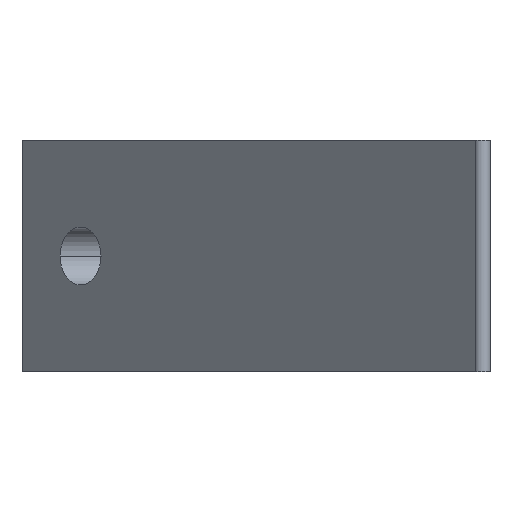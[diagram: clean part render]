
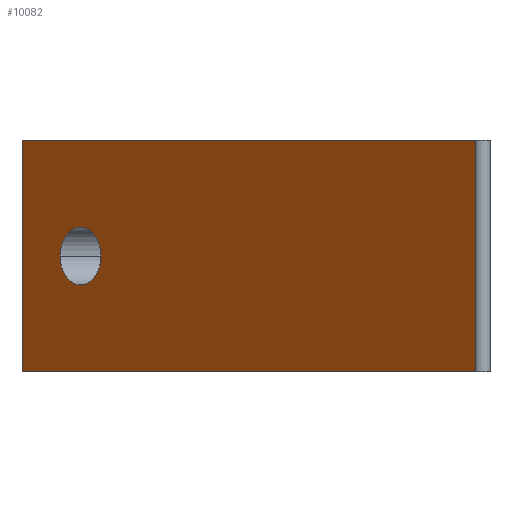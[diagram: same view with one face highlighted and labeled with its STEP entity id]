
A CAD part, left-side view. The second image highlights one B-rep face of the part: STEP entity #10082.
In plain terms, the highlighted planar face has unit normal (-0.707, 0.707, 0).
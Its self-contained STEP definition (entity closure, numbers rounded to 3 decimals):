
#438 = EDGE_CURVE ( 'NONE', #4405, #7116, #5147, .T. ) ;
#667 = CARTESIAN_POINT ( 'NONE',  ( 10420.852, 2722.412, 0. ) ) ;
#851 = EDGE_LOOP ( 'NONE', ( #3630, #5949, #1622, #5150 ) ) ;
#1054 = VECTOR ( 'NONE', #5974, 1000. ) ;
#1586 = FACE_BOUND ( 'NONE', #2771, .T. ) ;
#1622 = ORIENTED_EDGE ( 'NONE', *, *, #4759, .F. ) ;
#2771 = EDGE_LOOP ( 'NONE', ( #3362, #7959 ) ) ;
#2938 = DIRECTION ( 'NONE',  ( 0.707, -0.707, 0. ) ) ;
#3133 = DIRECTION ( 'NONE',  ( 0.707, -0.707, 0. ) ) ;
#3273 = CARTESIAN_POINT ( 'NONE',  ( 10420.852, 2722.412, 28. ) ) ;
#3362 = ORIENTED_EDGE ( 'NONE', *, *, #438, .T. ) ;
#3494 = EDGE_CURVE ( 'NONE', #10579, #4817, #5959, .T. ) ;
#3630 = ORIENTED_EDGE ( 'NONE', *, *, #11185, .T. ) ;
#3645 = VECTOR ( 'NONE', #7406, 1000. ) ;
#4024 = EDGE_CURVE ( 'NONE', #8941, #10321, #10788, .T. ) ;
#4324 = CARTESIAN_POINT ( 'NONE',  ( 10468.642, 2770.203, 14. ) ) ;
#4376 = CARTESIAN_POINT ( 'NONE',  ( 10471.117, 2772.678, 14. ) ) ;
#4405 = VERTEX_POINT ( 'NONE', #8826 ) ;
#4629 = DIRECTION ( 'NONE',  ( -0.707, -0.707, 0. ) ) ;
#4759 = EDGE_CURVE ( 'NONE', #10579, #10321, #5386, .T. ) ;
#4817 = VERTEX_POINT ( 'NONE', #10325 ) ;
#5147 = CIRCLE ( 'NONE', #8558, 3.5 ) ;
#5150 = ORIENTED_EDGE ( 'NONE', *, *, #3494, .T. ) ;
#5183 = DIRECTION ( 'NONE',  ( 0.707, 0.707, 0. ) ) ;
#5386 = LINE ( 'NONE', #11117, #1054 ) ;
#5949 = ORIENTED_EDGE ( 'NONE', *, *, #4024, .T. ) ;
#5959 = LINE ( 'NONE', #7049, #3645 ) ;
#5974 = DIRECTION ( 'NONE',  ( -0.707, -0.707, 0. ) ) ;
#6172 = FACE_OUTER_BOUND ( 'NONE', #851, .T. ) ;
#7049 = CARTESIAN_POINT ( 'NONE',  ( 10475.713, 2777.274, 10. ) ) ;
#7116 = VERTEX_POINT ( 'NONE', #4376 ) ;
#7117 = CARTESIAN_POINT ( 'NONE',  ( 10475.713, 2777.274, 28. ) ) ;
#7406 = DIRECTION ( 'NONE',  ( 0., 0., -1. ) ) ;
#7433 = CIRCLE ( 'NONE', #8671, 3.5 ) ;
#7959 = ORIENTED_EDGE ( 'NONE', *, *, #7982, .T. ) ;
#7982 = EDGE_CURVE ( 'NONE', #7116, #4405, #7433, .T. ) ;
#8116 = CARTESIAN_POINT ( 'NONE',  ( 10475.713, 2777.274, 0. ) ) ;
#8141 = PLANE ( 'NONE',  #8750 ) ;
#8328 = DIRECTION ( 'NONE',  ( 0.707, 0.707, 0. ) ) ;
#8523 = VECTOR ( 'NONE', #9993, 1000. ) ;
#8558 = AXIS2_PLACEMENT_3D ( 'NONE', #9185, #3133, #8328 ) ;
#8671 = AXIS2_PLACEMENT_3D ( 'NONE', #4324, #10341, #5183 ) ;
#8750 = AXIS2_PLACEMENT_3D ( 'NONE', #8933, #2938, #9007 ) ;
#8826 = CARTESIAN_POINT ( 'NONE',  ( 10466.168, 2767.728, 14. ) ) ;
#8933 = CARTESIAN_POINT ( 'NONE',  ( 10475.713, 2777.274, 10. ) ) ;
#8941 = VERTEX_POINT ( 'NONE', #667 ) ;
#9007 = DIRECTION ( 'NONE',  ( 0.707, 0.707, 0. ) ) ;
#9131 = CARTESIAN_POINT ( 'NONE',  ( 10420.852, 2722.412, 10. ) ) ;
#9185 = CARTESIAN_POINT ( 'NONE',  ( 10468.642, 2770.203, 14. ) ) ;
#9259 = VECTOR ( 'NONE', #4629, 1000. ) ;
#9507 = LINE ( 'NONE', #8116, #9259 ) ;
#9993 = DIRECTION ( 'NONE',  ( 0., 0., 1. ) ) ;
#10082 = ADVANCED_FACE ( 'NONE', ( #1586, #6172 ), #8141, .F. ) ;
#10321 = VERTEX_POINT ( 'NONE', #3273 ) ;
#10325 = CARTESIAN_POINT ( 'NONE',  ( 10475.713, 2777.274, 0. ) ) ;
#10341 = DIRECTION ( 'NONE',  ( 0.707, -0.707, 0. ) ) ;
#10579 = VERTEX_POINT ( 'NONE', #7117 ) ;
#10788 = LINE ( 'NONE', #9131, #8523 ) ;
#11117 = CARTESIAN_POINT ( 'NONE',  ( 10475.713, 2777.274, 28. ) ) ;
#11185 = EDGE_CURVE ( 'NONE', #4817, #8941, #9507, .T. ) ;
